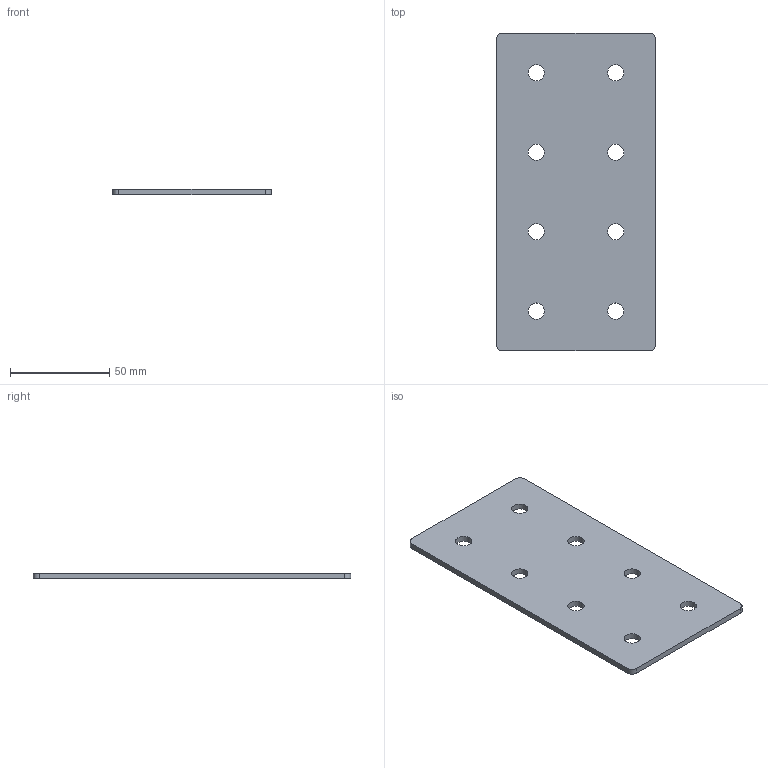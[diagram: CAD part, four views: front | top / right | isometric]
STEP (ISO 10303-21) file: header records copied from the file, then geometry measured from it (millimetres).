
FILE_DESCRIPTION(('HOOPS Exchange Step'),'2;1');
FILE_NAME('export-DB02B9CA-9CCC-4E17-A965-BC60933EF738.stp','2022-04-01T14:41:03+02:00',('Gebruiker'),('Alibre'),'HOOPS Exchange 2021.0','Alibre','Unknown authorisation');
FILE_SCHEMA( ('AP242_MANAGED_MODEL_BASED_3D_ENGINEERING_MIM_LF {1 0 10303 442 1 1 4 }') );
Length unit declared in the file: millimetre
Products named in the file (1): 5886 DCNC 80x160x3mm bracket
Bounding box: 80 x 160 x 3 mm (x, y, z)
Volume: 37109.4 mm3; surface area: 26782.4 mm2
Topology: 1 solids, 1 shells, 18 faces, 56 edges, 40 vertices
Faces by surface type: cylinder 12, plane 6
Full cylindrical faces by diameter (mm): 8.2 x8
Entity records: 718 total; most frequent: DIRECTION 128, CARTESIAN_POINT 116, ORIENTED_EDGE 112, EDGE_CURVE 56, AXIS2_PLACEMENT_3D 52, VERTEX_POINT 40, EDGE_LOOP 34, FACE_BOUND 34
